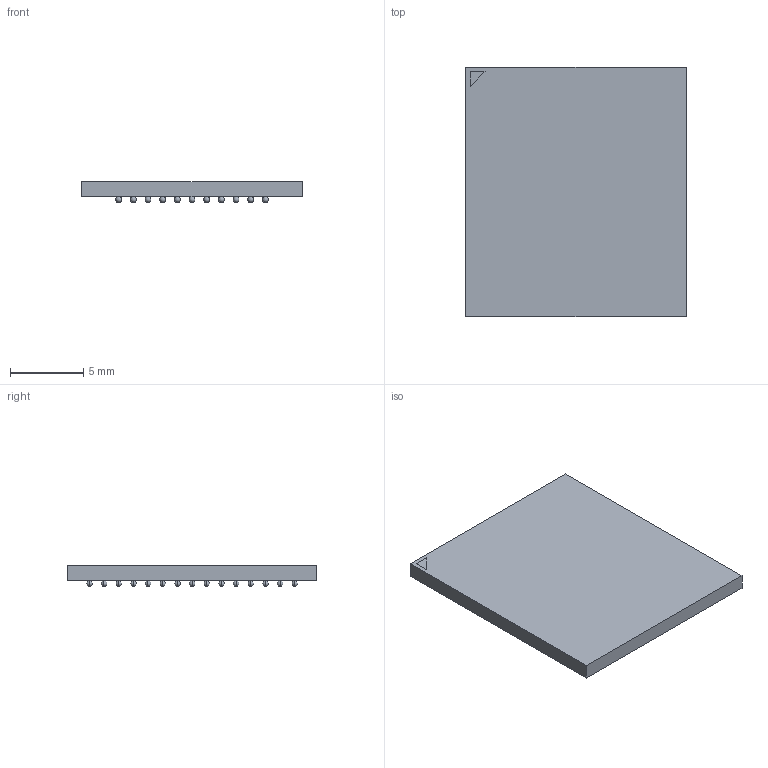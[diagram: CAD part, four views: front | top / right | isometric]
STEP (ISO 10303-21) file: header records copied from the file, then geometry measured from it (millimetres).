
FILE_DESCRIPTION((''),'2;1');
FILE_NAME('BGA165C100P11X15_1500X1700X140.stp','2009-06-24T08:43:24',(''),(''),'Mechanical Desktop 2006','Mechanical Desktop 2006',', , ');
FILE_SCHEMA(('AUTOMOTIVE_DESIGN { 1 2 10303 214 0 1 1 1 }'));
Length unit declared in the file: millimetre
Products named in the file (1): Product
Bounding box: 15 x 17 x 1.4 mm (x, y, z)
Volume: 270.6 mm3; surface area: 662.1 mm2
Topology: 167 solids, 167 shells, 675 faces, 1351 edges, 1012 vertices
Faces by surface type: plane 345, sphere 330
Entity records: 18763 total; most frequent: DIRECTION 4023, CARTESIAN_POINT 3038, ORIENTED_EDGE 2700, AXIS2_PLACEMENT_3D 1996, EDGE_CURVE 1350, CIRCLE 1320, VERTEX_POINT 1010, EDGE_LOOP 676
